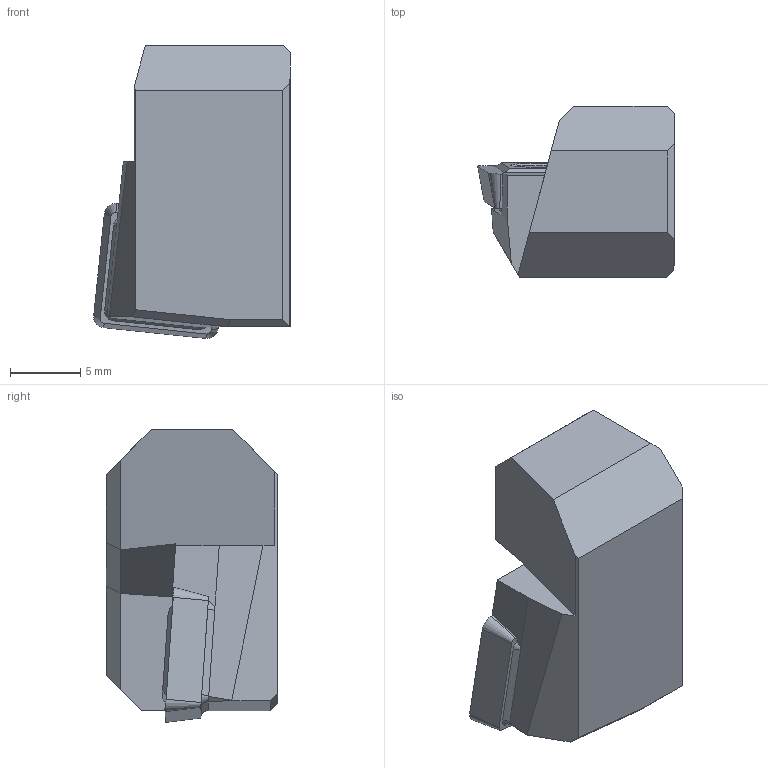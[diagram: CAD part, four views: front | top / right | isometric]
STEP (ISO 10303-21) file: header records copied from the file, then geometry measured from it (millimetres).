
FILE_DESCRIPTION(/* description */ (''),/* implementation_level */ '2;1');
FILE_NAME(/* name */ '1555062325915.stp',/* time_stamp */ '2019-04-12T11:45:41+02:00',/* author */ (''),/* organization */ ('SMS'),/* preprocessor_version */ 'ST-DEVELOPER v15',/* originating_system */ 'SIEMENS PLM Software NX 8.5',/* authorisation */ '');
FILE_SCHEMA (('AUTOMOTIVE_DESIGN { 1 0 10303 214 3 1 1 1 }'));
Length unit declared in the file: millimetre
Products named in the file (4): ASSEMBLY_CONSTRUCTION; 201012472mod000_00; 201062856mod000_00; 201062906mod000_01
Assembly tree (3 placements, depth 2):
  201062906mod000_01
    201062856mod000_00
    201012472mod000_00
    ASSEMBLY_CONSTRUCTION
Bounding box: 13.99 x 12.2 x 20.84 mm (x, y, z)
Volume: 2181.4 mm3; surface area: 1363.5 mm2
Topology: 2 solids, 2 shells, 75 faces, 190 edges, 130 vertices
Faces by surface type: plane 52, cone 13, torus 8, cylinder 2
Full cylindrical faces by diameter (mm): 3.2 x2
Entity records: 2315 total; most frequent: CARTESIAN_POINT 402, DIRECTION 372, ORIENTED_EDGE 338, EDGE_CURVE 169, LINE 134, VECTOR 134, AXIS2_PLACEMENT_3D 119, VERTEX_POINT 118
